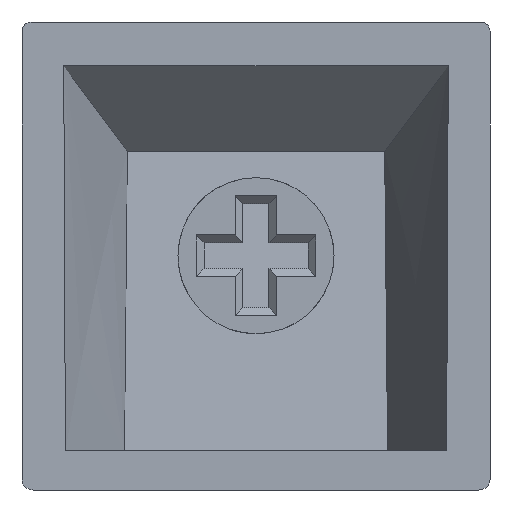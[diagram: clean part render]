
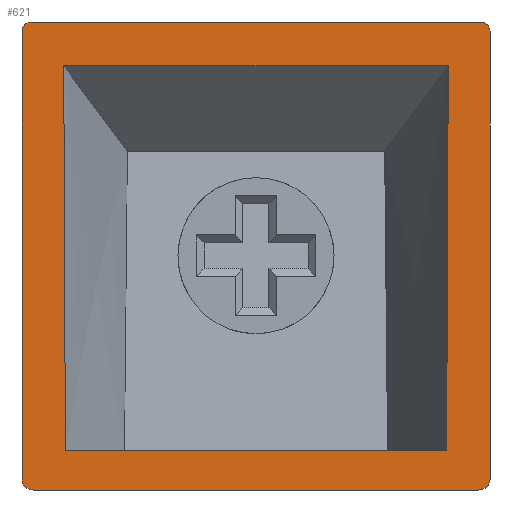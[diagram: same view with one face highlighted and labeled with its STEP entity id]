
A CAD part, front view. The second image highlights one B-rep face of the part: STEP entity #621.
In plain terms, the highlighted planar face has unit normal (0, -1, 0).
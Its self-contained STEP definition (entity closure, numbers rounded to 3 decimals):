
#621=ADVANCED_FACE('',(#622,#712),#756,.T.);
#622=FACE_BOUND('',#623,.T.);
#623=EDGE_LOOP('',(#624,#634,#648,#656,#670,#678,#692,#700));
#624=ORIENTED_EDGE('',*,*,#625,.T.);
#625=EDGE_CURVE('',#626,#628,#630,.F.);
#626=VERTEX_POINT('',#627);
#627=CARTESIAN_POINT('',(0.451,0.0,-18.0));
#628=VERTEX_POINT('',#629);
#629=CARTESIAN_POINT('',(17.549,0.0,-18.0));
#630=LINE('',#631,#632);
#631=CARTESIAN_POINT('',(0.0,0.0,-18.0));
#632=VECTOR('',#633,1.0);
#633=DIRECTION('',(-1.0,0.0,0.0));
#634=ORIENTED_EDGE('',*,*,#635,.T.);
#635=EDGE_CURVE('',#628,#636,#638,.T.);
#636=VERTEX_POINT('',#637);
#637=CARTESIAN_POINT('',(18.0,0.0,-17.6));
#638=B_SPLINE_CURVE_WITH_KNOTS('',2,(#639,#640,#641,#642,#643,#644,#645,#646,#647),.UNSPECIFIED.,.F.,.U.,(3,2,2,2,3),(0.0,0.25,0.5,0.75,1.0),.PIECEWISE_BEZIER_KNOTS.);
#639=CARTESIAN_POINT('',(17.549,0.0,-18.0));
#640=CARTESIAN_POINT('',(17.634,0.0,-18.0));
#641=CARTESIAN_POINT('',(17.714,0.0,-17.973));
#642=CARTESIAN_POINT('',(17.793,0.0,-17.946));
#643=CARTESIAN_POINT('',(17.858,0.0,-17.892));
#644=CARTESIAN_POINT('',(17.924,0.0,-17.838));
#645=CARTESIAN_POINT('',(17.962,0.0,-17.762));
#646=CARTESIAN_POINT('',(18.,0.0,-17.686));
#647=CARTESIAN_POINT('',(18.,0.0,-17.6));
#648=ORIENTED_EDGE('',*,*,#649,.T.);
#649=EDGE_CURVE('',#636,#650,#652,.F.);
#650=VERTEX_POINT('',#651);
#651=CARTESIAN_POINT('',(18.0,0.0,-0.379));
#652=LINE('',#653,#654);
#653=CARTESIAN_POINT('',(18.0,0.0,0.0));
#654=VECTOR('',#655,1.0);
#655=DIRECTION('',(0.0,0.0,-1.0));
#656=ORIENTED_EDGE('',*,*,#657,.T.);
#657=EDGE_CURVE('',#650,#658,#660,.T.);
#658=VERTEX_POINT('',#659);
#659=CARTESIAN_POINT('',(17.641,0.0,0.0));
#660=B_SPLINE_CURVE_WITH_KNOTS('',2,(#661,#662,#663,#664,#665,#666,#667,#668,#669),.UNSPECIFIED.,.F.,.U.,(3,2,2,2,3),(0.0,0.25,0.5,0.75,1.0),.PIECEWISE_BEZIER_KNOTS.);
#661=CARTESIAN_POINT('',(18.,0.0,-0.379));
#662=CARTESIAN_POINT('',(18.,0.0,-0.304));
#663=CARTESIAN_POINT('',(17.976,0.0,-0.235));
#664=CARTESIAN_POINT('',(17.952,0.0,-0.166));
#665=CARTESIAN_POINT('',(17.902,0.0,-0.111));
#666=CARTESIAN_POINT('',(17.854,0.0,-0.058));
#667=CARTESIAN_POINT('',(17.784,0.0,-0.028));
#668=CARTESIAN_POINT('',(17.718,0.0,0.));
#669=CARTESIAN_POINT('',(17.641,0.0,0.));
#670=ORIENTED_EDGE('',*,*,#671,.T.);
#671=EDGE_CURVE('',#658,#672,#674,.F.);
#672=VERTEX_POINT('',#673);
#673=CARTESIAN_POINT('',(0.359,0.0,0.0));
#674=LINE('',#675,#676);
#675=CARTESIAN_POINT('',(0.0,0.0,0.0));
#676=VECTOR('',#677,1.0);
#677=DIRECTION('',(1.0,0.0,0.0));
#678=ORIENTED_EDGE('',*,*,#679,.T.);
#679=EDGE_CURVE('',#672,#680,#682,.T.);
#680=VERTEX_POINT('',#681);
#681=CARTESIAN_POINT('',(0.0,0.0,-0.379));
#682=B_SPLINE_CURVE_WITH_KNOTS('',2,(#683,#684,#685,#686,#687,#688,#689,#690,#691),.UNSPECIFIED.,.F.,.U.,(3,2,2,2,3),(0.0,0.25,0.5,0.75,1.0),.PIECEWISE_BEZIER_KNOTS.);
#683=CARTESIAN_POINT('',(0.359,0.0,0.));
#684=CARTESIAN_POINT('',(0.284,0.0,0.));
#685=CARTESIAN_POINT('',(0.217,0.0,-0.028));
#686=CARTESIAN_POINT('',(0.15,0.0,-0.056));
#687=CARTESIAN_POINT('',(0.098,0.0,-0.111));
#688=CARTESIAN_POINT('',(0.05,0.0,-0.163));
#689=CARTESIAN_POINT('',(0.024,0.0,-0.235));
#690=CARTESIAN_POINT('',(0.,0.0,-0.302));
#691=CARTESIAN_POINT('',(0.,0.0,-0.379));
#692=ORIENTED_EDGE('',*,*,#693,.T.);
#693=EDGE_CURVE('',#680,#694,#696,.F.);
#694=VERTEX_POINT('',#695);
#695=CARTESIAN_POINT('',(0.0,0.0,-17.6));
#696=LINE('',#697,#698);
#697=CARTESIAN_POINT('',(0.0,0.0,0.0));
#698=VECTOR('',#699,1.0);
#699=DIRECTION('',(0.0,0.0,1.0));
#700=ORIENTED_EDGE('',*,*,#701,.T.);
#701=EDGE_CURVE('',#694,#626,#702,.T.);
#702=B_SPLINE_CURVE_WITH_KNOTS('',2,(#703,#704,#705,#706,#707,#708,#709,#710,#711),.UNSPECIFIED.,.F.,.U.,(3,2,2,2,3),(0.0,0.25,0.5,0.75,1.0),.PIECEWISE_BEZIER_KNOTS.);
#703=CARTESIAN_POINT('',(0.,0.0,-17.6));
#704=CARTESIAN_POINT('',(0.,0.0,-17.683));
#705=CARTESIAN_POINT('',(0.038,0.0,-17.761));
#706=CARTESIAN_POINT('',(0.074,0.0,-17.834));
#707=CARTESIAN_POINT('',(0.141,0.0,-17.892));
#708=CARTESIAN_POINT('',(0.203,0.0,-17.944));
#709=CARTESIAN_POINT('',(0.286,0.0,-17.973));
#710=CARTESIAN_POINT('',(0.364,0.0,-18.0));
#711=CARTESIAN_POINT('',(0.451,0.0,-18.0));
#712=FACE_BOUND('',#713,.T.);
#713=EDGE_LOOP('',(#714,#724,#737,#745));
#714=ORIENTED_EDGE('',*,*,#715,.T.);
#715=EDGE_CURVE('',#716,#718,#720,.T.);
#716=VERTEX_POINT('',#717);
#717=CARTESIAN_POINT('',(16.332,0.,-16.5));
#718=VERTEX_POINT('',#719);
#719=CARTESIAN_POINT('',(1.668,0.0,-16.5));
#720=LINE('',#721,#722);
#721=CARTESIAN_POINT('',(0.0,0.0,-16.5));
#722=VECTOR('',#723,1.0);
#723=DIRECTION('',(-1.0,0.0,0.0));
#724=ORIENTED_EDGE('',*,*,#725,.T.);
#725=EDGE_CURVE('',#718,#726,#728,.T.);
#726=VERTEX_POINT('',#727);
#727=CARTESIAN_POINT('',(1.606,0.,-1.689));
#728=B_SPLINE_CURVE_WITH_KNOTS('',3,(#729,#730,#731,#732,#733,#734,#735,#736),.UNSPECIFIED.,.F.,.U.,(4,2,2,4),(0.0,4.823,9.817,14.811),.UNSPECIFIED.);
#729=CARTESIAN_POINT('',(1.668,0.0,-16.5));
#730=CARTESIAN_POINT('',(1.658,0.0,-14.892));
#731=CARTESIAN_POINT('',(1.65,0.0,-13.285));
#732=CARTESIAN_POINT('',(1.635,0.0,-10.012));
#733=CARTESIAN_POINT('',(1.628,0.,-8.348));
#734=CARTESIAN_POINT('',(1.616,0.,-5.019));
#735=CARTESIAN_POINT('',(1.611,0.,-3.354));
#736=CARTESIAN_POINT('',(1.606,0.,-1.689));
#737=ORIENTED_EDGE('',*,*,#738,.T.);
#738=EDGE_CURVE('',#726,#739,#741,.T.);
#739=VERTEX_POINT('',#740);
#740=CARTESIAN_POINT('',(16.394,0.,-1.689));
#741=LINE('',#742,#743);
#742=CARTESIAN_POINT('',(0.0,0.0,-1.689));
#743=VECTOR('',#744,1.0);
#744=DIRECTION('',(1.0,0.0,0.0));
#745=ORIENTED_EDGE('',*,*,#746,.T.);
#746=EDGE_CURVE('',#739,#716,#747,.T.);
#747=B_SPLINE_CURVE_WITH_KNOTS('',3,(#748,#749,#750,#751,#752,#753,#754,#755),.UNSPECIFIED.,.F.,.U.,(4,2,2,4),(0.0,4.82,9.816,14.811),.UNSPECIFIED.);
#748=CARTESIAN_POINT('',(16.394,0.,-1.689));
#749=CARTESIAN_POINT('',(16.389,0.,-3.296));
#750=CARTESIAN_POINT('',(16.384,0.,-4.903));
#751=CARTESIAN_POINT('',(16.372,0.,-8.175));
#752=CARTESIAN_POINT('',(16.366,0.0,-9.84));
#753=CARTESIAN_POINT('',(16.35,0.0,-13.17));
#754=CARTESIAN_POINT('',(16.342,0.,-14.835));
#755=CARTESIAN_POINT('',(16.332,0.,-16.5));
#756=PLANE('',#757);
#757=AXIS2_PLACEMENT_3D('',#758,#759,#760);
#758=CARTESIAN_POINT('',(0.0,0.0,0.0));
#759=DIRECTION('',(0.0,-1.0,0.0));
#760=DIRECTION('',(0.0,0.0,-1.0));
